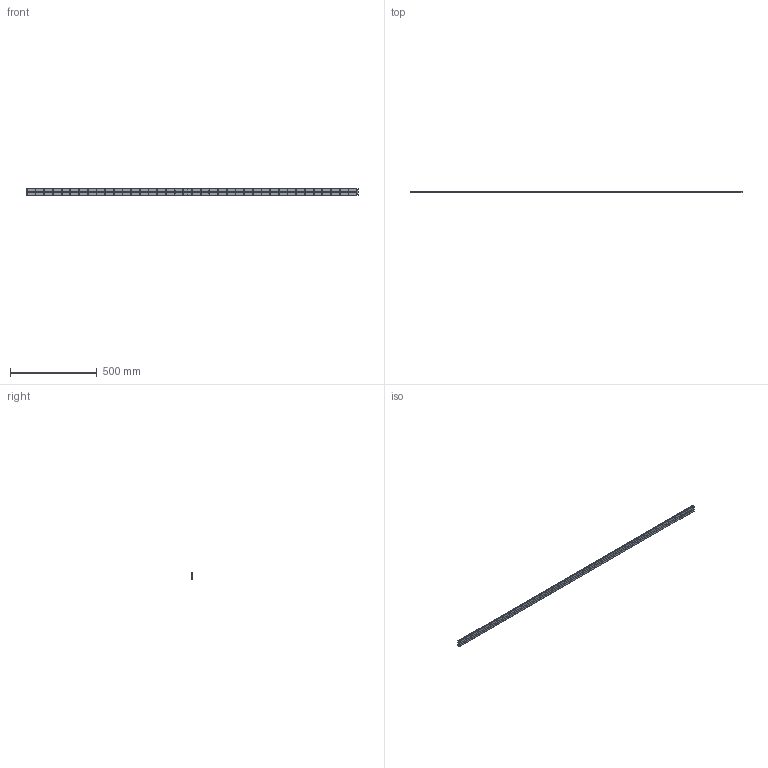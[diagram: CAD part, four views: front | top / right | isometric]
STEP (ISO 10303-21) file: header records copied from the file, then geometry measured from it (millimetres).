
FILE_DESCRIPTION (( 'STEP AP214' ), '1' );
FILE_NAME ('HRW21CA1UU-1910LT_G5_0_B-M6F_925-6_0_0_0_1.STEP', '2021-07-02T12:05:46', ( '' ), ( '' ), 'SwSTEP 2.0', 'SolidWorks 2021', '' );
FILE_SCHEMA (( 'AUTOMOTIVE_DESIGN' ));
Length unit declared in the file: millimetre
Products named in the file (2): _HRW21CA19105 Track; HRW21CA1UU-1910LT_G5_0_B-M6F_925-6_0_0_0_1
Assembly tree (1 placements, depth 2):
  HRW21CA1UU-1910LT_G5_0_B-M6F_925-6_0_0_0_1
    _HRW21CA19105 Track
Bounding box: 1910 x 11 x 37 mm (x, y, z)
Volume: 689228.1 mm3; surface area: 204209.8 mm2
Topology: 1 solids, 1 shells, 448 faces, 1104 edges, 736 vertices
Faces by surface type: cylinder 316, plane 132
Entity records: 13958 total; most frequent: DIRECTION 2640, CARTESIAN_POINT 2292, ORIENTED_EDGE 2208, EDGE_CURVE 1104, AXIS2_PLACEMENT_3D 1084, VERTEX_POINT 736, EDGE_LOOP 682, CIRCLE 632
